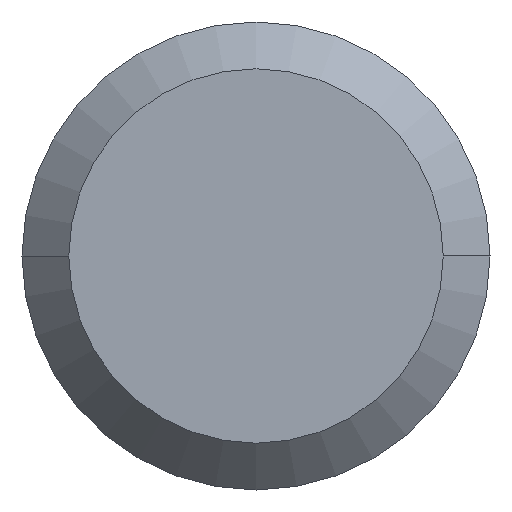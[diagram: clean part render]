
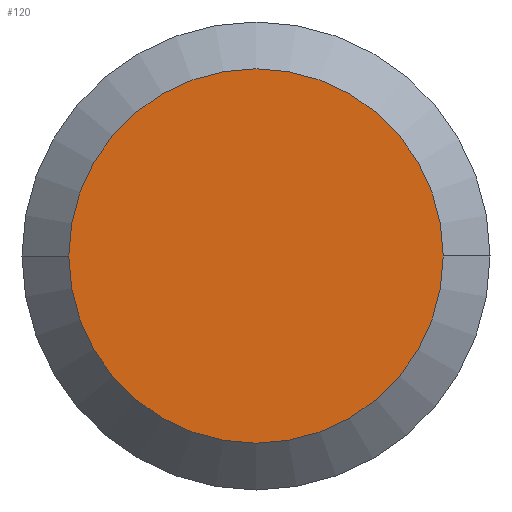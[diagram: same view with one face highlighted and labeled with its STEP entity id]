
A CAD part, left-side view. The second image highlights one B-rep face of the part: STEP entity #120.
In plain terms, the highlighted planar face has unit normal (-1, 0, 0).
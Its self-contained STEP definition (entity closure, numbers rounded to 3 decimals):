
#3 = DIRECTION ( 'NONE',  ( 1., 0., 0. ) ) ;
#28 = CARTESIAN_POINT ( 'NONE',  ( -54., 0., 0. ) ) ;
#51 = EDGE_CURVE ( 'NONE', #200, #130, #260, .T. ) ;
#52 = DIRECTION ( 'NONE',  ( 0., 1., 0. ) ) ;
#58 = DIRECTION ( 'NONE',  ( 0., 1., 0. ) ) ;
#74 = EDGE_LOOP ( 'NONE', ( #91, #159 ) ) ;
#87 = CARTESIAN_POINT ( 'NONE',  ( -54., 0., 0. ) ) ;
#91 = ORIENTED_EDGE ( 'NONE', *, *, #110, .F. ) ;
#110 = EDGE_CURVE ( 'NONE', #130, #200, #123, .T. ) ;
#120 = ADVANCED_FACE ( 'NONE', ( #314 ), #253, .T. ) ;
#123 = CIRCLE ( 'NONE', #217, 2.4 ) ;
#130 = VERTEX_POINT ( 'NONE', #197 ) ;
#159 = ORIENTED_EDGE ( 'NONE', *, *, #51, .F. ) ;
#185 = CARTESIAN_POINT ( 'NONE',  ( -54., -2.4, 0. ) ) ;
#195 = DIRECTION ( 'NONE',  ( 1., 0., 0. ) ) ;
#197 = CARTESIAN_POINT ( 'NONE',  ( -54., 2.4, 0. ) ) ;
#200 = VERTEX_POINT ( 'NONE', #185 ) ;
#217 = AXIS2_PLACEMENT_3D ( 'NONE', #256, #3, #58 ) ;
#233 = AXIS2_PLACEMENT_3D ( 'NONE', #28, #290, #343 ) ;
#253 = PLANE ( 'NONE',  #233 ) ;
#256 = CARTESIAN_POINT ( 'NONE',  ( -54., 0., 0. ) ) ;
#260 = CIRCLE ( 'NONE', #307, 2.4 ) ;
#290 = DIRECTION ( 'NONE',  ( -1., 0., 0. ) ) ;
#307 = AXIS2_PLACEMENT_3D ( 'NONE', #87, #195, #52 ) ;
#314 = FACE_OUTER_BOUND ( 'NONE', #74, .T. ) ;
#343 = DIRECTION ( 'NONE',  ( 0., -1., 0. ) ) ;
